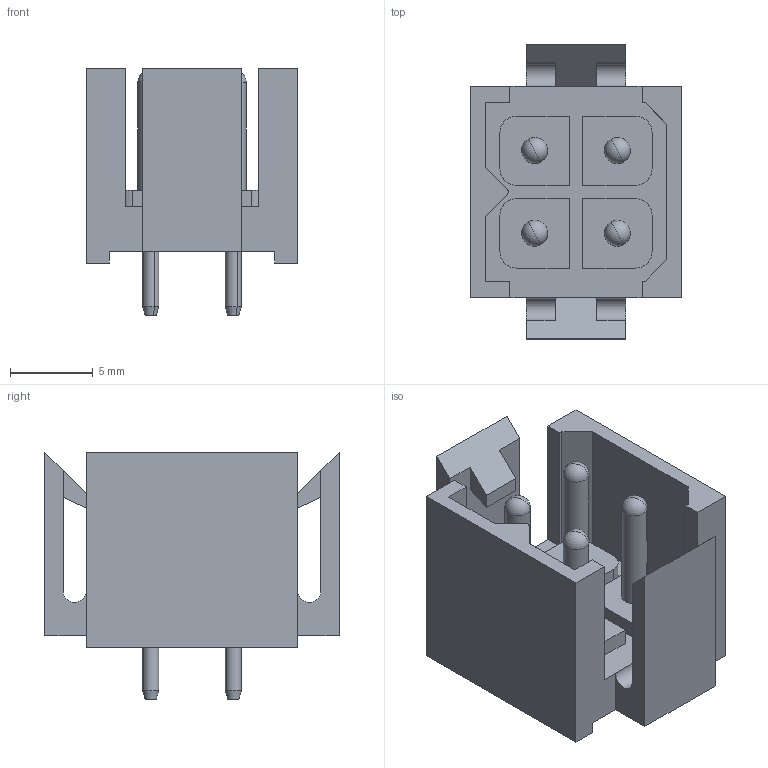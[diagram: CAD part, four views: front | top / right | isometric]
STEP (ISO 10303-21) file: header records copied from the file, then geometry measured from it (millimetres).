
FILE_DESCRIPTION(('CATIA V5 STEP Exchange','CAx-IF Rec.Pracs.--- Model Styling and Organization---1.2---2011-12-15'),'2;1');
FILE_NAME ('D1452008_0_1440400000_1440400000.stp','2018-09-20T17:54:16+00:00',('none'),('Weidmueller'),'CATIA Version 5-6 Release 2014','CATIA V5 STEP AP214','none');
FILE_SCHEMA(('AUTOMOTIVE_DESIGN { 1 0 10303 214 1 1 1 1 }'));
Length unit declared in the file: millimetre
Products named in the file (1): 1440400000
Bounding box: 12.8 x 17.8 x 15 mm (x, y, z)
Volume: 1062.7 mm3; surface area: 1751.5 mm2
Topology: 5 solids, 5 shells, 126 faces, 316 edges, 200 vertices
Faces by surface type: plane 75, cylinder 35, sphere 8, cone 8
Entity records: 3401 total; most frequent: ORIENTED_EDGE 616, CARTESIAN_POINT 586, DIRECTION 462, EDGE_CURVE 308, VECTOR 222, LINE 222, VERTEX_POINT 200, AXIS2_PLACEMENT_3D 164
